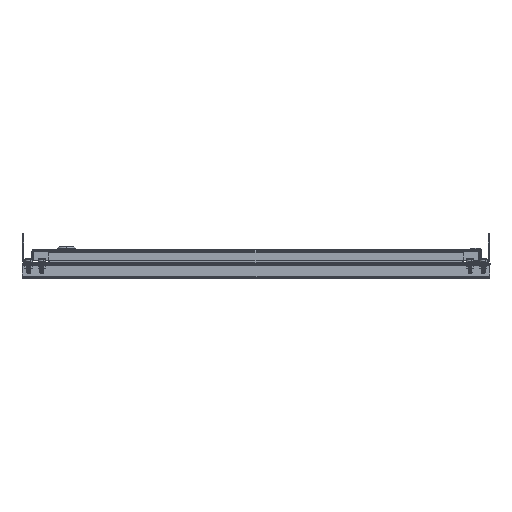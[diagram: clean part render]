
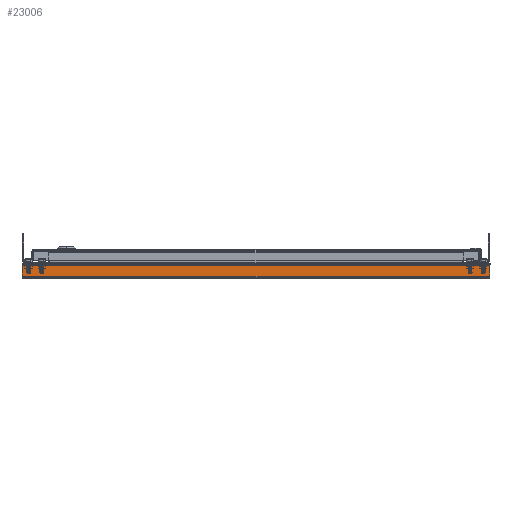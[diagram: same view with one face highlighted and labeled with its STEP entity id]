
A CAD part, front view. The second image highlights one B-rep face of the part: STEP entity #23006.
In plain terms, the highlighted face is planar.
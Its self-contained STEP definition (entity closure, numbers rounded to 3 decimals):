
#124 = CARTESIAN_POINT ( 'NONE',  ( 0., 0., 0. ) ) ;
#562 = VERTEX_POINT ( 'NONE', #29522 ) ;
#661 = EDGE_CURVE ( 'NONE', #59412, #31703, #10369, .T. ) ;
#1957 = CARTESIAN_POINT ( 'NONE',  ( -351.7, 9.596, 0. ) ) ;
#2554 = CARTESIAN_POINT ( 'NONE',  ( 350.495, 8., 0. ) ) ;
#4486 = DIRECTION ( 'NONE',  ( 0., 0., 1. ) ) ;
#5332 = CARTESIAN_POINT ( 'NONE',  ( -351.7, 7.596, 0. ) ) ;
#5514 = VECTOR ( 'NONE', #24344, 1000. ) ;
#6903 = AXIS2_PLACEMENT_3D ( 'NONE', #10060, #11255, #43755 ) ;
#7927 = CARTESIAN_POINT ( 'NONE',  ( -350.495, -8., 0. ) ) ;
#8506 = CARTESIAN_POINT ( 'NONE',  ( 351.7, 7.596, 0. ) ) ;
#9187 = PLANE ( 'NONE',  #59270 ) ;
#10060 = CARTESIAN_POINT ( 'NONE',  ( -351.7, -9.596, 0. ) ) ;
#10369 = CIRCLE ( 'NONE', #60110, 2. ) ;
#10879 = CIRCLE ( 'NONE', #6903, 2. ) ;
#11255 = DIRECTION ( 'NONE',  ( 0., 0., 1. ) ) ;
#14050 = DIRECTION ( 'NONE',  ( 0., 0., 1. ) ) ;
#15153 = CARTESIAN_POINT ( 'NONE',  ( 351.7, -7.596, 0. ) ) ;
#15474 = AXIS2_PLACEMENT_3D ( 'NONE', #61453, #14050, #50020 ) ;
#15505 = CIRCLE ( 'NONE', #15474, 2. ) ;
#15524 = EDGE_CURVE ( 'NONE', #59412, #24374, #40038, .T. ) ;
#15856 = ORIENTED_EDGE ( 'NONE', *, *, #661, .F. ) ;
#19401 = DIRECTION ( 'NONE',  ( 1., 0., 0. ) ) ;
#19590 = ORIENTED_EDGE ( 'NONE', *, *, #15524, .T. ) ;
#19667 = EDGE_CURVE ( 'NONE', #37755, #42157, #54962, .T. ) ;
#19678 = ORIENTED_EDGE ( 'NONE', *, *, #53120, .F. ) ;
#23006 = ADVANCED_FACE ( 'NONE', ( #57525 ), #9187, .T. ) ;
#23139 = ORIENTED_EDGE ( 'NONE', *, *, #53229, .T. ) ;
#23255 = ORIENTED_EDGE ( 'NONE', *, *, #43275, .F. ) ;
#23626 = AXIS2_PLACEMENT_3D ( 'NONE', #1957, #54064, #40319 ) ;
#24344 = DIRECTION ( 'NONE',  ( -1., 0., 0. ) ) ;
#24374 = VERTEX_POINT ( 'NONE', #8506 ) ;
#24702 = CARTESIAN_POINT ( 'NONE',  ( 351.7, -9.596, 0. ) ) ;
#27198 = CARTESIAN_POINT ( 'NONE',  ( -351.7, -11., 0. ) ) ;
#29522 = CARTESIAN_POINT ( 'NONE',  ( -350.495, 8., 0. ) ) ;
#30221 = ORIENTED_EDGE ( 'NONE', *, *, #34451, .T. ) ;
#30272 = ORIENTED_EDGE ( 'NONE', *, *, #19667, .T. ) ;
#31365 = DIRECTION ( 'NONE',  ( 1., 0., 0. ) ) ;
#31703 = VERTEX_POINT ( 'NONE', #45067 ) ;
#31809 = VERTEX_POINT ( 'NONE', #7927 ) ;
#32595 = DIRECTION ( 'NONE',  ( 1., 0., 0. ) ) ;
#33560 = CIRCLE ( 'NONE', #23626, 2. ) ;
#34451 = EDGE_CURVE ( 'NONE', #31809, #31703, #49775, .T. ) ;
#36806 = ORIENTED_EDGE ( 'NONE', *, *, #56619, .F. ) ;
#37755 = VERTEX_POINT ( 'NONE', #5332 ) ;
#38073 = CARTESIAN_POINT ( 'NONE',  ( 351.7, 8., 0. ) ) ;
#38427 = DIRECTION ( 'NONE',  ( 0., 0., 1. ) ) ;
#40038 = LINE ( 'NONE', #57917, #52028 ) ;
#40319 = DIRECTION ( 'NONE',  ( 1., 0., 0. ) ) ;
#42157 = VERTEX_POINT ( 'NONE', #56106 ) ;
#43275 = EDGE_CURVE ( 'NONE', #31809, #42157, #10879, .T. ) ;
#43755 = DIRECTION ( 'NONE',  ( 1., 0., 0. ) ) ;
#44893 = VECTOR ( 'NONE', #60558, 1000. ) ;
#45067 = CARTESIAN_POINT ( 'NONE',  ( 350.495, -8., 0. ) ) ;
#47959 = DIRECTION ( 'NONE',  ( 0., 1., 0. ) ) ;
#49775 = LINE ( 'NONE', #50070, #60675 ) ;
#50020 = DIRECTION ( 'NONE',  ( 1., 0., 0. ) ) ;
#50070 = CARTESIAN_POINT ( 'NONE',  ( -351.7, -8., 0. ) ) ;
#50976 = EDGE_LOOP ( 'NONE', ( #19590, #19678, #23139, #36806, #30272, #23255, #30221, #15856 ) ) ;
#52028 = VECTOR ( 'NONE', #47959, 1000. ) ;
#53120 = EDGE_CURVE ( 'NONE', #56507, #24374, #15505, .T. ) ;
#53229 = EDGE_CURVE ( 'NONE', #56507, #562, #58005, .T. ) ;
#54064 = DIRECTION ( 'NONE',  ( 0., 0., 1. ) ) ;
#54962 = LINE ( 'NONE', #27198, #44893 ) ;
#56106 = CARTESIAN_POINT ( 'NONE',  ( -351.7, -7.596, 0. ) ) ;
#56507 = VERTEX_POINT ( 'NONE', #2554 ) ;
#56619 = EDGE_CURVE ( 'NONE', #37755, #562, #33560, .T. ) ;
#57525 = FACE_OUTER_BOUND ( 'NONE', #50976, .T. ) ;
#57917 = CARTESIAN_POINT ( 'NONE',  ( 351.7, -11., 0. ) ) ;
#58005 = LINE ( 'NONE', #38073, #5514 ) ;
#59270 = AXIS2_PLACEMENT_3D ( 'NONE', #124, #4486, #32595 ) ;
#59412 = VERTEX_POINT ( 'NONE', #15153 ) ;
#60110 = AXIS2_PLACEMENT_3D ( 'NONE', #24702, #38427, #19401 ) ;
#60558 = DIRECTION ( 'NONE',  ( 0., -1., 0. ) ) ;
#60675 = VECTOR ( 'NONE', #31365, 1000. ) ;
#61453 = CARTESIAN_POINT ( 'NONE',  ( 351.7, 9.596, 0. ) ) ;
